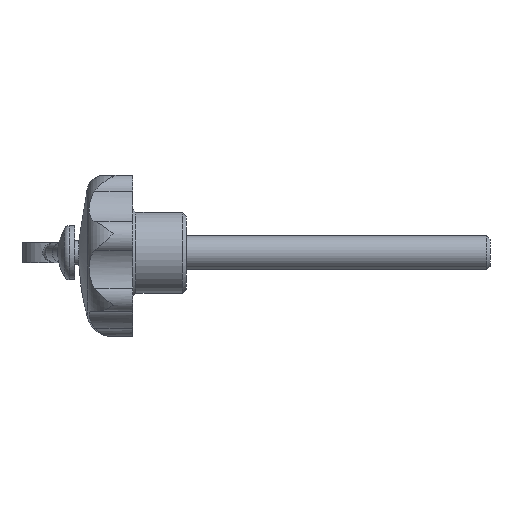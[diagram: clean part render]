
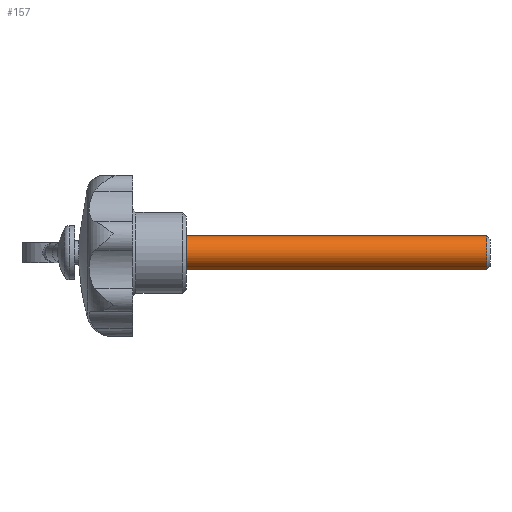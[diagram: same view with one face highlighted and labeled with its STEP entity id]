
A CAD part, left-side view. The second image highlights one B-rep face of the part: STEP entity #157.
In plain terms, the highlighted cylindrical face has radius 2.5 mm (diameter 5 mm), a full revolution.
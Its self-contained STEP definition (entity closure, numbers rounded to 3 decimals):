
#157 = ADVANCED_FACE( '', ( #337, #338 ), #339, .T. );
#337 = FACE_OUTER_BOUND( '', #535, .T. );
#338 = FACE_OUTER_BOUND( '', #536, .T. );
#339 = CYLINDRICAL_SURFACE( '', #537, 2.5 );
#535 = EDGE_LOOP( '', ( #936 ) );
#536 = EDGE_LOOP( '', ( #937 ) );
#537 = AXIS2_PLACEMENT_3D( '', #938, #939, #940 );
#936 = ORIENTED_EDGE( '', *, *, #1111, .F. );
#937 = ORIENTED_EDGE( '', *, *, #1168, .T. );
#938 = CARTESIAN_POINT( '', ( 0., -45., 0. ) );
#939 = DIRECTION( '', ( 0., 1., 0. ) );
#940 = DIRECTION( '', ( 0., 0., -1. ) );
#1111 = EDGE_CURVE( '', #1312, #1312, #1313, .T. );
#1168 = EDGE_CURVE( '', #1413, #1413, #1414, .T. );
#1312 = VERTEX_POINT( '', #1638 );
#1313 = CIRCLE( '', #1639, 2.5 );
#1413 = VERTEX_POINT( '', #2057 );
#1414 = CIRCLE( '', #2058, 2.5 );
#1638 = CARTESIAN_POINT( '', ( 0., -44.51, -2.5 ) );
#1639 = AXIS2_PLACEMENT_3D( '', #2314, #2315, #2316 );
#2057 = CARTESIAN_POINT( '', ( 0., 0., -2.5 ) );
#2058 = AXIS2_PLACEMENT_3D( '', #2358, #2359, #2360 );
#2314 = CARTESIAN_POINT( '', ( 0., -44.51, 0. ) );
#2315 = DIRECTION( '', ( 0., -1., 0. ) );
#2316 = DIRECTION( '', ( 0., 0., -1. ) );
#2358 = CARTESIAN_POINT( '', ( 0., 0., 0. ) );
#2359 = DIRECTION( '', ( 0., -1., 0. ) );
#2360 = DIRECTION( '', ( 0., 0., -1. ) );
